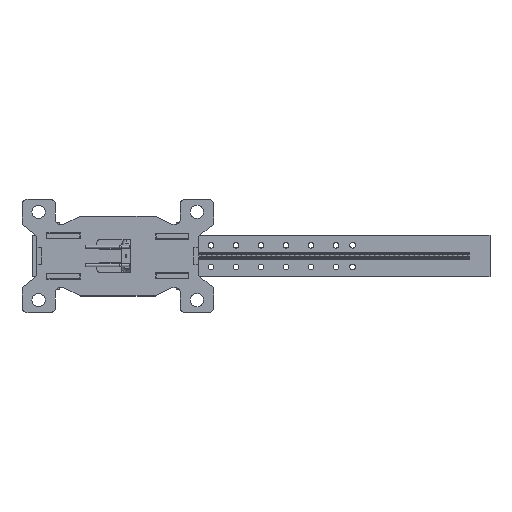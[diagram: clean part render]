
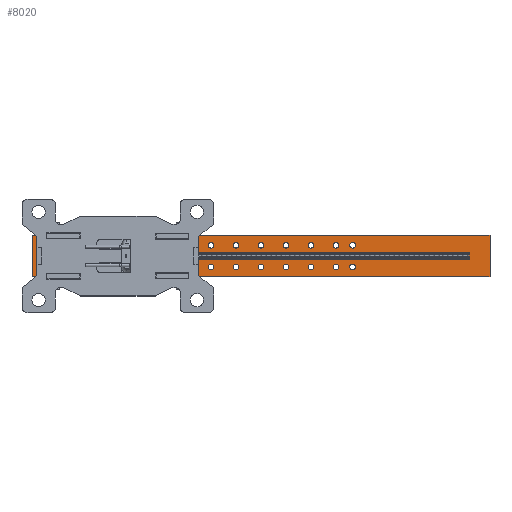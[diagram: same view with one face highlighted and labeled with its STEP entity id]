
A CAD part, top view. The second image highlights one B-rep face of the part: STEP entity #8020.
In plain terms, the highlighted planar face has unit normal (0, 0, 1).
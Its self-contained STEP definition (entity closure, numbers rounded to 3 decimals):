
#6860=FACE_BOUND('',#10749,.T.);
#6861=FACE_BOUND('',#10750,.T.);
#6862=FACE_BOUND('',#10751,.T.);
#6863=FACE_BOUND('',#10752,.T.);
#6864=FACE_BOUND('',#10753,.T.);
#6865=FACE_BOUND('',#10754,.T.);
#6866=FACE_BOUND('',#10755,.T.);
#6867=FACE_BOUND('',#10756,.T.);
#6868=FACE_BOUND('',#10757,.T.);
#6869=FACE_BOUND('',#10758,.T.);
#6870=FACE_BOUND('',#10759,.T.);
#6871=FACE_BOUND('',#10760,.T.);
#6872=FACE_BOUND('',#10761,.T.);
#6873=FACE_BOUND('',#10762,.T.);
#6874=FACE_BOUND('',#10763,.T.);
#6875=FACE_BOUND('',#10764,.T.);
#6876=FACE_BOUND('',#10765,.T.);
#6877=FACE_BOUND('',#10766,.T.);
#6878=FACE_BOUND('',#10767,.T.);
#8020=ADVANCED_FACE('',(#6860,#6861,#6862,#6863,#6864,#6865,#6866,#6867,
#6868,#6869,#6870,#6871,#6872,#6873,#6874,#6875,#6876,#6877,#6878),#8821,
 .F.);
#8821=PLANE('',#26521);
#10749=EDGE_LOOP('',(#16268,#16269,#16270,#16271));
#10750=EDGE_LOOP('',(#16272));
#10751=EDGE_LOOP('',(#16273));
#10752=EDGE_LOOP('',(#16274));
#10753=EDGE_LOOP('',(#16275));
#10754=EDGE_LOOP('',(#16276));
#10755=EDGE_LOOP('',(#16277));
#10756=EDGE_LOOP('',(#16278));
#10757=EDGE_LOOP('',(#16279));
#10758=EDGE_LOOP('',(#16280));
#10759=EDGE_LOOP('',(#16281));
#10760=EDGE_LOOP('',(#16282));
#10761=EDGE_LOOP('',(#16283));
#10762=EDGE_LOOP('',(#16284));
#10763=EDGE_LOOP('',(#16285));
#10764=EDGE_LOOP('',(#16286));
#10765=EDGE_LOOP('',(#16287));
#10766=EDGE_LOOP('',(#16288));
#10767=EDGE_LOOP('',(#16289));
#11032=CIRCLE('',#26466,1.7);
#11034=CIRCLE('',#26469,1.7);
#11036=CIRCLE('',#26472,1.7);
#11038=CIRCLE('',#26475,1.7);
#11040=CIRCLE('',#26478,1.7);
#11042=CIRCLE('',#26481,1.7);
#11044=CIRCLE('',#26484,1.7);
#11046=CIRCLE('',#26487,1.7);
#11048=CIRCLE('',#26490,1.7);
#11050=CIRCLE('',#26493,1.7);
#11052=CIRCLE('',#26496,1.7);
#11054=CIRCLE('',#26499,1.7);
#11056=CIRCLE('',#26502,1.7);
#11058=CIRCLE('',#26505,1.7);
#11060=CIRCLE('',#26508,1.7);
#11062=CIRCLE('',#26511,1.7);
#11064=CIRCLE('',#26514,1.7);
#11066=CIRCLE('',#26518,1.7);
#16268=ORIENTED_EDGE('',*,*,#20687,.T.);
#16269=ORIENTED_EDGE('',*,*,#20691,.T.);
#16270=ORIENTED_EDGE('',*,*,#20694,.T.);
#16271=ORIENTED_EDGE('',*,*,#20730,.T.);
#16272=ORIENTED_EDGE('',*,*,#20727,.T.);
#16273=ORIENTED_EDGE('',*,*,#20725,.F.);
#16274=ORIENTED_EDGE('',*,*,#20723,.T.);
#16275=ORIENTED_EDGE('',*,*,#20721,.F.);
#16276=ORIENTED_EDGE('',*,*,#20719,.T.);
#16277=ORIENTED_EDGE('',*,*,#20717,.F.);
#16278=ORIENTED_EDGE('',*,*,#20715,.T.);
#16279=ORIENTED_EDGE('',*,*,#20713,.F.);
#16280=ORIENTED_EDGE('',*,*,#20711,.T.);
#16281=ORIENTED_EDGE('',*,*,#20709,.F.);
#16282=ORIENTED_EDGE('',*,*,#20707,.T.);
#16283=ORIENTED_EDGE('',*,*,#20705,.F.);
#16284=ORIENTED_EDGE('',*,*,#20703,.T.);
#16285=ORIENTED_EDGE('',*,*,#20701,.F.);
#16286=ORIENTED_EDGE('',*,*,#20699,.F.);
#16287=ORIENTED_EDGE('',*,*,#20697,.T.);
#16288=ORIENTED_EDGE('',*,*,#20695,.F.);
#16289=ORIENTED_EDGE('',*,*,#20731,.T.);
#18064=VERTEX_POINT('',#39167);
#18065=VERTEX_POINT('',#39169);
#18067=VERTEX_POINT('',#39175);
#18069=VERTEX_POINT('',#39181);
#18070=VERTEX_POINT('',#39185);
#18072=VERTEX_POINT('',#39190);
#18074=VERTEX_POINT('',#39195);
#18076=VERTEX_POINT('',#39200);
#18078=VERTEX_POINT('',#39205);
#18080=VERTEX_POINT('',#39210);
#18082=VERTEX_POINT('',#39215);
#18084=VERTEX_POINT('',#39220);
#18086=VERTEX_POINT('',#39225);
#18088=VERTEX_POINT('',#39230);
#18090=VERTEX_POINT('',#39235);
#18092=VERTEX_POINT('',#39240);
#18094=VERTEX_POINT('',#39245);
#18096=VERTEX_POINT('',#39250);
#18098=VERTEX_POINT('',#39255);
#18100=VERTEX_POINT('',#39260);
#18102=VERTEX_POINT('',#39265);
#18104=VERTEX_POINT('',#39273);
#20687=EDGE_CURVE('',#18065,#18064,#23030,.T.);
#20691=EDGE_CURVE('',#18064,#18067,#23034,.T.);
#20694=EDGE_CURVE('',#18067,#18069,#23037,.T.);
#20695=EDGE_CURVE('',#18070,#18070,#11032,.T.);
#20697=EDGE_CURVE('',#18072,#18072,#11034,.T.);
#20699=EDGE_CURVE('',#18074,#18074,#11036,.T.);
#20701=EDGE_CURVE('',#18076,#18076,#11038,.T.);
#20703=EDGE_CURVE('',#18078,#18078,#11040,.T.);
#20705=EDGE_CURVE('',#18080,#18080,#11042,.T.);
#20707=EDGE_CURVE('',#18082,#18082,#11044,.T.);
#20709=EDGE_CURVE('',#18084,#18084,#11046,.T.);
#20711=EDGE_CURVE('',#18086,#18086,#11048,.T.);
#20713=EDGE_CURVE('',#18088,#18088,#11050,.T.);
#20715=EDGE_CURVE('',#18090,#18090,#11052,.T.);
#20717=EDGE_CURVE('',#18092,#18092,#11054,.T.);
#20719=EDGE_CURVE('',#18094,#18094,#11056,.T.);
#20721=EDGE_CURVE('',#18096,#18096,#11058,.T.);
#20723=EDGE_CURVE('',#18098,#18098,#11060,.T.);
#20725=EDGE_CURVE('',#18100,#18100,#11062,.T.);
#20727=EDGE_CURVE('',#18102,#18102,#11064,.T.);
#20730=EDGE_CURVE('',#18069,#18065,#23039,.T.);
#20731=EDGE_CURVE('',#18104,#18104,#11066,.T.);
#23030=LINE('',#39168,#25330);
#23034=LINE('',#39176,#25334);
#23037=LINE('',#39182,#25337);
#23039=LINE('',#39270,#25339);
#25330=VECTOR('',#31093,1.);
#25334=VECTOR('',#31099,1.);
#25337=VECTOR('',#31104,1.);
#25339=VECTOR('',#31210,1.);
#26466=AXIS2_PLACEMENT_3D('',#39184,#31107,#31108);
#26469=AXIS2_PLACEMENT_3D('',#39189,#31113,#31114);
#26472=AXIS2_PLACEMENT_3D('',#39194,#31119,#31120);
#26475=AXIS2_PLACEMENT_3D('',#39199,#31125,#31126);
#26478=AXIS2_PLACEMENT_3D('',#39204,#31131,#31132);
#26481=AXIS2_PLACEMENT_3D('',#39209,#31137,#31138);
#26484=AXIS2_PLACEMENT_3D('',#39214,#31143,#31144);
#26487=AXIS2_PLACEMENT_3D('',#39219,#31149,#31150);
#26490=AXIS2_PLACEMENT_3D('',#39224,#31155,#31156);
#26493=AXIS2_PLACEMENT_3D('',#39229,#31161,#31162);
#26496=AXIS2_PLACEMENT_3D('',#39234,#31167,#31168);
#26499=AXIS2_PLACEMENT_3D('',#39239,#31173,#31174);
#26502=AXIS2_PLACEMENT_3D('',#39244,#31179,#31180);
#26505=AXIS2_PLACEMENT_3D('',#39249,#31185,#31186);
#26508=AXIS2_PLACEMENT_3D('',#39254,#31191,#31192);
#26511=AXIS2_PLACEMENT_3D('',#39259,#31197,#31198);
#26514=AXIS2_PLACEMENT_3D('',#39264,#31203,#31204);
#26518=AXIS2_PLACEMENT_3D('',#39272,#31213,#31214);
#26521=AXIS2_PLACEMENT_3D('',#39277,#31219,#31220);
#31093=DIRECTION('',(0.,-1.,0.));
#31099=DIRECTION('',(1.,0.,0.));
#31104=DIRECTION('',(0.,1.,0.));
#31107=DIRECTION('',(0.,0.,1.));
#31108=DIRECTION('',(-1.,0.,0.));
#31113=DIRECTION('',(0.,0.,-1.));
#31114=DIRECTION('',(-1.,0.,0.));
#31119=DIRECTION('',(0.,0.,1.));
#31120=DIRECTION('',(-1.,0.,0.));
#31125=DIRECTION('',(0.,0.,1.));
#31126=DIRECTION('',(1.,0.,0.));
#31131=DIRECTION('',(0.,0.,-1.));
#31132=DIRECTION('',(1.,0.,0.));
#31137=DIRECTION('',(0.,0.,1.));
#31138=DIRECTION('',(1.,0.,0.));
#31143=DIRECTION('',(0.,0.,-1.));
#31144=DIRECTION('',(1.,0.,0.));
#31149=DIRECTION('',(0.,0.,1.));
#31150=DIRECTION('',(1.,0.,0.));
#31155=DIRECTION('',(0.,0.,-1.));
#31156=DIRECTION('',(1.,0.,0.));
#31161=DIRECTION('',(0.,0.,1.));
#31162=DIRECTION('',(1.,0.,0.));
#31167=DIRECTION('',(0.,0.,-1.));
#31168=DIRECTION('',(1.,0.,0.));
#31173=DIRECTION('',(0.,0.,1.));
#31174=DIRECTION('',(1.,0.,0.));
#31179=DIRECTION('',(0.,0.,-1.));
#31180=DIRECTION('',(1.,0.,0.));
#31185=DIRECTION('',(0.,0.,1.));
#31186=DIRECTION('',(-1.,0.,0.));
#31191=DIRECTION('',(0.,0.,-1.));
#31192=DIRECTION('',(-1.,0.,0.));
#31197=DIRECTION('',(0.,0.,1.));
#31198=DIRECTION('',(-1.,0.,0.));
#31203=DIRECTION('',(0.,0.,-1.));
#31204=DIRECTION('',(-1.,0.,0.));
#31210=DIRECTION('',(-1.,0.,0.));
#31213=DIRECTION('',(0.,0.,-1.));
#31214=DIRECTION('',(-1.,0.,0.));
#31219=DIRECTION('',(0.,0.,-1.));
#31220=DIRECTION('',(-1.,0.,0.));
#39167=CARTESIAN_POINT('',(-137.5,-12.5,3.));
#39168=CARTESIAN_POINT('',(-137.5,12.5,3.));
#39169=CARTESIAN_POINT('',(-137.5,12.5,3.));
#39175=CARTESIAN_POINT('',(137.5,-12.5,3.));
#39176=CARTESIAN_POINT('',(-137.5,-12.5,3.));
#39181=CARTESIAN_POINT('',(137.5,12.5,3.));
#39182=CARTESIAN_POINT('',(137.5,-12.5,3.));
#39184=CARTESIAN_POINT('',(45.,-6.5,3.));
#39185=CARTESIAN_POINT('',(43.3,-6.5,3.));
#39189=CARTESIAN_POINT('',(15.,6.5,3.));
#39190=CARTESIAN_POINT('',(13.3,6.5,3.));
#39194=CARTESIAN_POINT('',(15.,-6.5,3.));
#39195=CARTESIAN_POINT('',(13.3,-6.5,3.));
#39199=CARTESIAN_POINT('',(0.,6.5,3.));
#39200=CARTESIAN_POINT('',(1.7,6.5,3.));
#39204=CARTESIAN_POINT('',(-15.,-6.5,3.));
#39205=CARTESIAN_POINT('',(-13.3,-6.5,3.));
#39209=CARTESIAN_POINT('',(-30.,6.5,3.));
#39210=CARTESIAN_POINT('',(-28.3,6.5,3.));
#39214=CARTESIAN_POINT('',(-45.,-6.5,3.));
#39215=CARTESIAN_POINT('',(-43.3,-6.5,3.));
#39219=CARTESIAN_POINT('',(-55.,6.5,3.));
#39220=CARTESIAN_POINT('',(-53.3,6.5,3.));
#39224=CARTESIAN_POINT('',(-55.,-6.5,3.));
#39225=CARTESIAN_POINT('',(-53.3,-6.5,3.));
#39229=CARTESIAN_POINT('',(-45.,6.5,3.));
#39230=CARTESIAN_POINT('',(-43.3,6.5,3.));
#39234=CARTESIAN_POINT('',(-30.,-6.5,3.));
#39235=CARTESIAN_POINT('',(-28.3,-6.5,3.));
#39239=CARTESIAN_POINT('',(-15.,6.5,3.));
#39240=CARTESIAN_POINT('',(-13.3,6.5,3.));
#39244=CARTESIAN_POINT('',(0.,-6.5,3.));
#39245=CARTESIAN_POINT('',(1.7,-6.5,3.));
#39249=CARTESIAN_POINT('',(30.,-6.5,3.));
#39250=CARTESIAN_POINT('',(28.3,-6.5,3.));
#39254=CARTESIAN_POINT('',(30.,6.5,3.));
#39255=CARTESIAN_POINT('',(28.3,6.5,3.));
#39259=CARTESIAN_POINT('',(55.,-6.5,3.));
#39260=CARTESIAN_POINT('',(53.3,-6.5,3.));
#39264=CARTESIAN_POINT('',(55.,6.5,3.));
#39265=CARTESIAN_POINT('',(53.3,6.5,3.));
#39270=CARTESIAN_POINT('',(137.5,12.5,3.));
#39272=CARTESIAN_POINT('',(45.,6.5,3.));
#39273=CARTESIAN_POINT('',(43.3,6.5,3.));
#39277=CARTESIAN_POINT('',(55.,6.5,3.));
